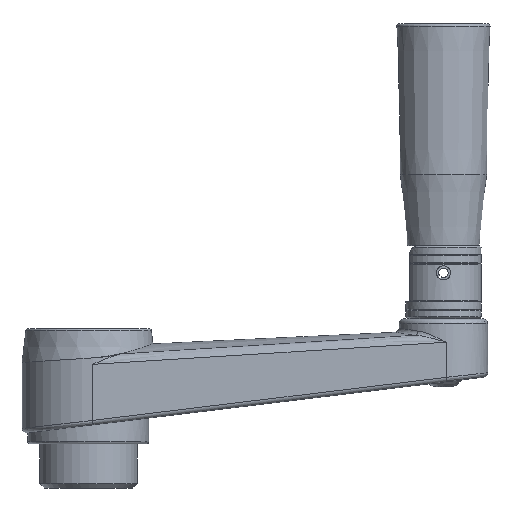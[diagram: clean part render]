
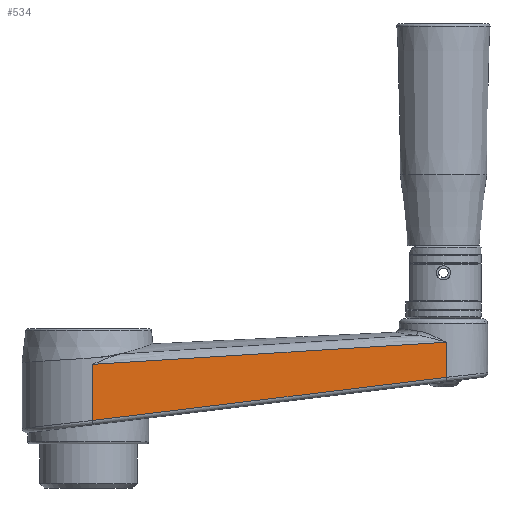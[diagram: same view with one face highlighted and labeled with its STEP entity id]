
A CAD part, front view. The second image highlights one B-rep face of the part: STEP entity #534.
In plain terms, the highlighted planar face has unit normal (0.062, -0.998, 0).
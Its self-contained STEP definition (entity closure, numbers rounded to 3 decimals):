
#534 = ADVANCED_FACE( '', ( #1410 ), #1411, .F. );
#1410 = FACE_OUTER_BOUND( '', #4087, .T. );
#1411 = PLANE( '', #4088 );
#4087 = EDGE_LOOP( '', ( #9620, #9621, #9622, #9623 ) );
#4088 = AXIS2_PLACEMENT_3D( '', #9624, #9625, #9626 );
#9620 = ORIENTED_EDGE( '', *, *, #12855, .F. );
#9621 = ORIENTED_EDGE( '', *, *, #12813, .T. );
#9622 = ORIENTED_EDGE( '', *, *, #12856, .T. );
#9623 = ORIENTED_EDGE( '', *, *, #12857, .T. );
#9624 = CARTESIAN_POINT( '', ( 0.938, -14.971, 26. ) );
#9625 = DIRECTION( '', ( -0.063, 0.998, 0. ) );
#9626 = DIRECTION( '', ( -0.998, -0.063, 0. ) );
#12813 = EDGE_CURVE( '', #14398, #14399, #14400, .T. );
#12855 = EDGE_CURVE( '', #14398, #14462, #14468, .T. );
#12856 = EDGE_CURVE( '', #14399, #14469, #14470, .T. );
#12857 = EDGE_CURVE( '', #14469, #14462, #14471, .T. );
#14398 = VERTEX_POINT( '', #17333 );
#14399 = VERTEX_POINT( '', #17334 );
#14400 = B_SPLINE_CURVE_WITH_KNOTS( '', 3, ( #17335, #17336, #17337, #17338, #17339, #17340, #17341, #17342, #17343, #17344, #17345 ), .UNSPECIFIED., .F., .F., ( 4, 1, 2, 2, 2, 4 ), ( 0., 0.01, 0.02, 0.04, 0.06, 0.08 ), .UNSPECIFIED. );
#14462 = VERTEX_POINT( '', #17645 );
#14468 = LINE( '', #17651, #17652 );
#14469 = VERTEX_POINT( '', #17653 );
#14470 = LINE( '', #17654, #17655 );
#14471 = LINE( '', #17656, #17657 );
#17333 = CARTESIAN_POINT( '', ( 80.625, -9.98, 20.567 ) );
#17334 = CARTESIAN_POINT( '', ( 0.938, -14.971, 15.576 ) );
#17335 = CARTESIAN_POINT( '', ( 80.625, -9.98, 20.567 ) );
#17336 = CARTESIAN_POINT( '', ( 77.304, -10.188, 20.362 ) );
#17337 = CARTESIAN_POINT( '', ( 70.663, -10.604, 19.953 ) );
#17338 = CARTESIAN_POINT( '', ( 64.023, -11.02, 19.54 ) );
#17339 = CARTESIAN_POINT( '', ( 54.061, -11.644, 18.921 ) );
#17340 = CARTESIAN_POINT( '', ( 47.421, -12.06, 18.506 ) );
#17341 = CARTESIAN_POINT( '', ( 34.14, -12.891, 17.673 ) );
#17342 = CARTESIAN_POINT( '', ( 27.499, -13.307, 17.255 ) );
#17343 = CARTESIAN_POINT( '', ( 14.218, -14.139, 16.417 ) );
#17344 = CARTESIAN_POINT( '', ( 7.578, -14.555, 15.997 ) );
#17345 = CARTESIAN_POINT( '', ( 0.938, -14.971, 15.576 ) );
#17645 = CARTESIAN_POINT( '', ( 80.625, -9.98, 12.657 ) );
#17651 = CARTESIAN_POINT( '', ( 80.625, -9.98, 26. ) );
#17652 = VECTOR( '', #22096, 1000. );
#17653 = CARTESIAN_POINT( '', ( 0.938, -14.971, 2.943 ) );
#17654 = CARTESIAN_POINT( '', ( 0.938, -14.971, 26. ) );
#17655 = VECTOR( '', #22097, 1000. );
#17656 = CARTESIAN_POINT( '', ( 3.696, -14.798, 3.279 ) );
#17657 = VECTOR( '', #22098, 1000. );
#22096 = DIRECTION( '', ( 0., 0., -1. ) );
#22097 = DIRECTION( '', ( 0., 0., -1. ) );
#22098 = DIRECTION( '', ( 0.991, 0.062, 0.121 ) );
